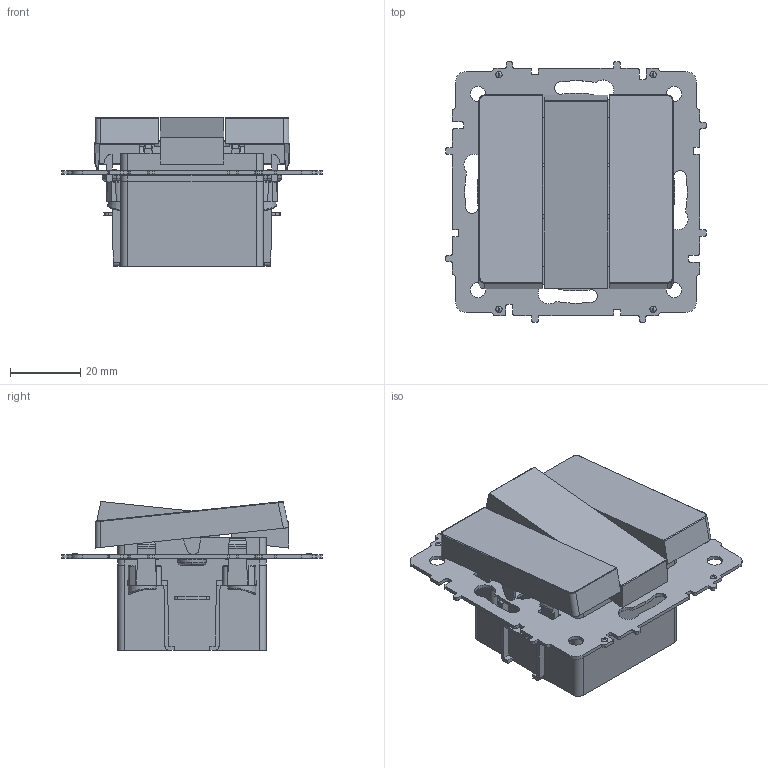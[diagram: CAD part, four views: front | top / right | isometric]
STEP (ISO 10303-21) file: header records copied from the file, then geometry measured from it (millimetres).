
FILE_DESCRIPTION (( 'STEP AP214' ), '1' );
FILE_NAME ('BRITE Âûêëþ÷. 3-êë. 10À.STEP', '2025-12-27T09:58:15', ( '' ), ( '' ), 'SwSTEP 2.0', 'SolidWorks 2022', '' );
FILE_SCHEMA (( 'AUTOMOTIVE_DESIGN' ));
Length unit declared in the file: millimetre
Products named in the file (1): BRITE Выключ. 3-кл. 10А
Bounding box: 74.4 x 74.4 x 42.51 mm (x, y, z)
Volume: 67830.7 mm3; surface area: 28377.7 mm2
Topology: 1 solids, 2 shells, 832 faces, 2411 edges, 1586 vertices
Faces by surface type: plane 489, cylinder 260, bspline 32, torus 25, cone 22, sphere 4
Entity records: 29144 total; most frequent: CARTESIAN_POINT 7601, ORIENTED_EDGE 4822, DIRECTION 4135, EDGE_CURVE 2411, LINE 1633, VECTOR 1633, VERTEX_POINT 1586, AXIS2_PLACEMENT_3D 1251
